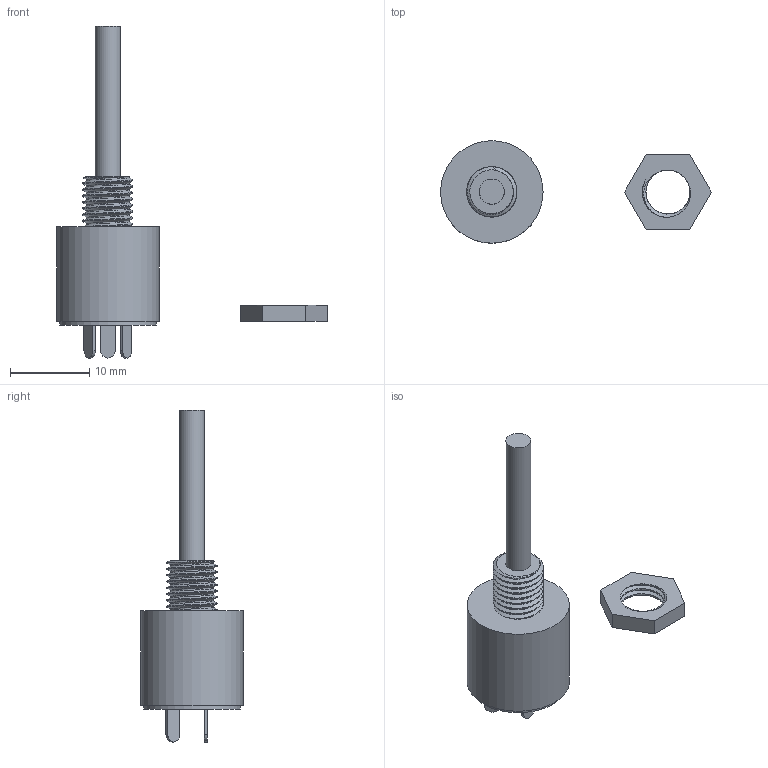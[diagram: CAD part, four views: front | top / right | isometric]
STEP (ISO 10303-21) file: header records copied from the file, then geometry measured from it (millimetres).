
FILE_DESCRIPTION(/* description */ ('STEP AP214'),/* implementation_level */ '2;1');
FILE_NAME(/* name */ '610b4e7edc4a850a8b7f4430',/* time_stamp */ '2021-08-05T02:35:43+00:00',/* author */ (''),/* organization */ (''),/* preprocessor_version */ 'ST-DEVELOPER v18.1',/* originating_system */ ' ',/* authorisation */ ' ');
FILE_SCHEMA (('AUTOMOTIVE_DESIGN {1 0 10303 214 3 1 1}'));
Length unit declared in the file: metre
Products named in the file (2): Nut; Allen Bradley GA4G064S502U
Bounding box: 34.24 x 12.95 x 41.97 mm (x, y, z)
Volume: 2054 mm3; surface area: 1426.6 mm2
Topology: 2 solids, 2 shells, 43 faces, 99 edges, 66 vertices
Faces by surface type: plane 25, cylinder 11, bspline 6, cone 1
Full cylindrical faces by diameter (mm): 3.175 x1, 12.208 x1, 12.954 x1
Entity records: 3318 total; most frequent: CARTESIAN_POINT 2183, ORIENTED_EDGE 192, DIRECTION 175, EDGE_CURVE 96, VERTEX_POINT 66, AXIS2_PLACEMENT_3D 62, EDGE_LOOP 54, FACE_BOUND 54
